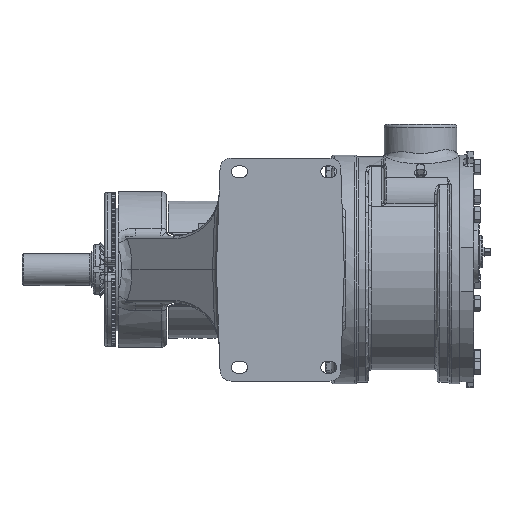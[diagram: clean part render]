
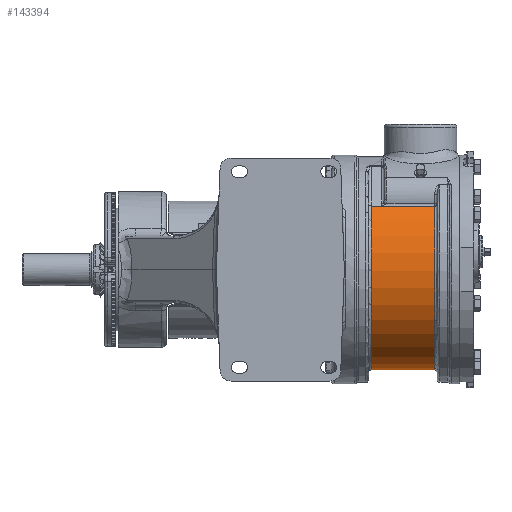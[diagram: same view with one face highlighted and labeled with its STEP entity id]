
A CAD part, front view. The second image highlights one B-rep face of the part: STEP entity #143394.
In plain terms, the highlighted cylindrical face has radius 114.3 mm (diameter 228.6 mm), a partial arc.
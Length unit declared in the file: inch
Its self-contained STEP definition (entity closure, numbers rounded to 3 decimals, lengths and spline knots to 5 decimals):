
#4774 = LINE ( 'NONE', #43368, #50380 ) ;
#10131 = CIRCLE ( 'NONE', #112655, 4.5 ) ;
#17068 = VERTEX_POINT ( 'NONE', #79890 ) ;
#28096 = CARTESIAN_POINT ( 'NONE',  ( 3.975, 0., 0. ) ) ;
#35244 = CIRCLE ( 'NONE', #161198, 4.5 ) ;
#40980 = DIRECTION ( 'NONE',  ( 0., 0., 1. ) ) ;
#43368 = CARTESIAN_POINT ( 'NONE',  ( 1.015, 0., -4.5 ) ) ;
#45311 = EDGE_CURVE ( 'NONE', #162405, #125188, #168202, .T. ) ;
#46739 = CARTESIAN_POINT ( 'NONE',  ( 3.975, -3.49055, 2.84008 ) ) ;
#47900 = EDGE_CURVE ( 'NONE', #17068, #162405, #35244, .T. ) ;
#50380 = VECTOR ( 'NONE', #129511, 39.37008 ) ;
#51124 = ORIENTED_EDGE ( 'NONE', *, *, #45311, .T. ) ;
#52704 = VERTEX_POINT ( 'NONE', #154524 ) ;
#54124 = ORIENTED_EDGE ( 'NONE', *, *, #171180, .T. ) ;
#54179 = EDGE_LOOP ( 'NONE', ( #54124, #145739, #102895, #51124 ) ) ;
#63026 = CYLINDRICAL_SURFACE ( 'NONE', #139801, 4.5 ) ;
#63920 = FACE_OUTER_BOUND ( 'NONE', #54179, .T. ) ;
#66628 = VECTOR ( 'NONE', #166375, 39.37008 ) ;
#79890 = CARTESIAN_POINT ( 'NONE',  ( 3.975, 0., -4.5 ) ) ;
#92344 = DIRECTION ( 'NONE',  ( 1., 0., 0. ) ) ;
#98491 = CARTESIAN_POINT ( 'NONE',  ( 1.015, -3.49055, 2.84008 ) ) ;
#102895 = ORIENTED_EDGE ( 'NONE', *, *, #47900, .T. ) ;
#106007 = CARTESIAN_POINT ( 'NONE',  ( 1.135, 0., 0. ) ) ;
#106083 = DIRECTION ( 'NONE',  ( 0., 0., -1. ) ) ;
#106995 = CARTESIAN_POINT ( 'NONE',  ( 1.015, 0., 0. ) ) ;
#112655 = AXIS2_PLACEMENT_3D ( 'NONE', #106007, #150002, #122486 ) ;
#115209 = DIRECTION ( 'NONE',  ( -1., 0., 0. ) ) ;
#122486 = DIRECTION ( 'NONE',  ( 0., 0., 1. ) ) ;
#125188 = VERTEX_POINT ( 'NONE', #147069 ) ;
#126474 = EDGE_CURVE ( 'NONE', #52704, #17068, #4774, .T. ) ;
#129511 = DIRECTION ( 'NONE',  ( 1., 0., 0. ) ) ;
#139801 = AXIS2_PLACEMENT_3D ( 'NONE', #106995, #92344, #106083 ) ;
#143394 = ADVANCED_FACE ( 'Defeatured_0_569', ( #63920 ), #63026, .T. ) ;
#145739 = ORIENTED_EDGE ( 'NONE', *, *, #126474, .T. ) ;
#147069 = CARTESIAN_POINT ( 'NONE',  ( 1.135, -3.49055, 2.84008 ) ) ;
#150002 = DIRECTION ( 'NONE',  ( 1., 0., 0. ) ) ;
#154524 = CARTESIAN_POINT ( 'NONE',  ( 1.135, 0., -4.5 ) ) ;
#161198 = AXIS2_PLACEMENT_3D ( 'NONE', #28096, #115209, #40980 ) ;
#162405 = VERTEX_POINT ( 'NONE', #46739 ) ;
#166375 = DIRECTION ( 'NONE',  ( -1., 0., 0. ) ) ;
#168202 = LINE ( 'NONE', #98491, #66628 ) ;
#171180 = EDGE_CURVE ( 'NONE', #125188, #52704, #10131, .T. ) ;
